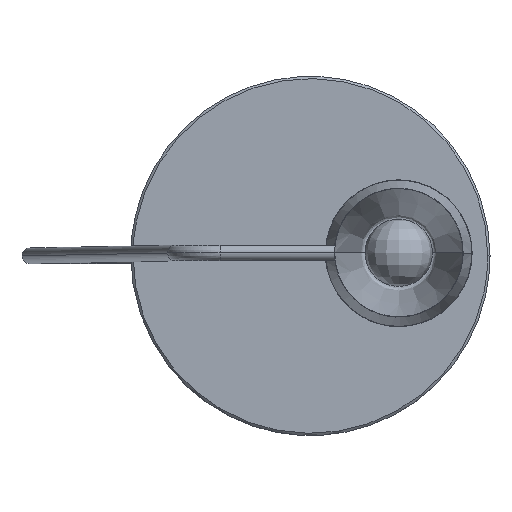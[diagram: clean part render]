
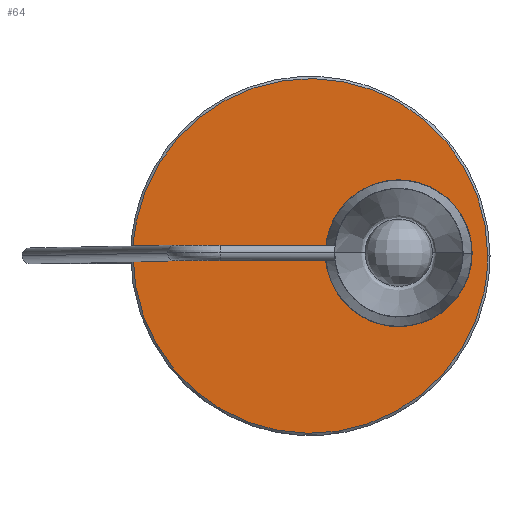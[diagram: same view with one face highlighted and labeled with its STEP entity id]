
A CAD part, top view. The second image highlights one B-rep face of the part: STEP entity #64.
In plain terms, the highlighted planar face has unit normal (0, 0, 1).
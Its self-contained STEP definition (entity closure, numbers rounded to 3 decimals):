
#15=PLANE('',#558);
#64=ADVANCED_FACE('',(#98),#15,.T.);
#98=FACE_OUTER_BOUND('',#132,.T.);
#132=EDGE_LOOP('',(#230,#231));
#230=ORIENTED_EDGE('',*,*,#308,.T.);
#231=ORIENTED_EDGE('',*,*,#313,.T.);
#308=EDGE_CURVE('',#420,#423,#329,.T.);
#313=EDGE_CURVE('',#423,#420,#331,.T.);
#329=B_SPLINE_CURVE_WITH_KNOTS('',3,(#2131,#2132,#2133,#2134,#2135,#2136,
#2137,#2138,#2139,#2140,#2141,#2142,#2143,#2144,#2145,#2146,#2147,#2148,
#2149,#2150,#2151),.UNSPECIFIED.,.F.,.F.,(4,1,1,1,1,1,1,1,3,1,1,1,1,1,1,
1,4),(0.,28.911,59.559,91.486,124.093,
156.699,188.626,219.274,248.185,277.097,
307.745,339.672,372.278,404.885,436.811,
467.46,496.371),.UNSPECIFIED.);
#331=B_SPLINE_CURVE_WITH_KNOTS('',3,(#2166,#2167,#2168,#2169,#2170,#2171,
#2172,#2173,#2174,#2175,#2176,#2177,#2178,#2179,#2180,#2181,#2182,#2183,
#2184,#2185,#2186),.UNSPECIFIED.,.F.,.F.,(4,1,1,1,1,1,1,1,3,1,1,1,1,1,1,
1,4),(496.371,525.282,555.93,587.857,
620.464,653.07,684.997,715.645,744.556,
773.467,804.116,836.042,868.649,901.256,
933.182,963.831,992.742),.UNSPECIFIED.);
#420=VERTEX_POINT('',#2113);
#423=VERTEX_POINT('',#2116);
#558=AXIS2_PLACEMENT_3D('',#2025,#574,$);
#574=DIRECTION('',(0.,0.,1.));
#2025=CARTESIAN_POINT('',(-200.,-200.,35.));
#2113=CARTESIAN_POINT('',(158.,0.,35.));
#2116=CARTESIAN_POINT('',(-158.,0.,35.));
#2131=CARTESIAN_POINT('',(158.,0.,35.));
#2132=CARTESIAN_POINT('',(158.,9.637,35.));
#2133=CARTESIAN_POINT('',(156.179,29.49,35.));
#2134=CARTESIAN_POINT('',(147.713,58.937,35.));
#2135=CARTESIAN_POINT('',(133.044,87.252,35.));
#2136=CARTESIAN_POINT('',(112.519,112.519,35.));
#2137=CARTESIAN_POINT('',(87.252,133.044,35.));
#2138=CARTESIAN_POINT('',(58.937,147.713,35.));
#2139=CARTESIAN_POINT('',(29.49,156.179,35.));
#2140=CARTESIAN_POINT('',(9.637,158.,35.));
#2141=CARTESIAN_POINT('',(0.,158.,35.));
#2142=CARTESIAN_POINT('',(-9.637,158.,35.));
#2143=CARTESIAN_POINT('',(-29.49,156.179,35.));
#2144=CARTESIAN_POINT('',(-58.937,147.713,35.));
#2145=CARTESIAN_POINT('',(-87.252,133.044,35.));
#2146=CARTESIAN_POINT('',(-112.519,112.519,35.));
#2147=CARTESIAN_POINT('',(-133.044,87.252,35.));
#2148=CARTESIAN_POINT('',(-147.713,58.937,35.));
#2149=CARTESIAN_POINT('',(-156.179,29.49,35.));
#2150=CARTESIAN_POINT('',(-158.,9.637,35.));
#2151=CARTESIAN_POINT('',(-158.,0.,35.));
#2166=CARTESIAN_POINT('',(-158.,0.,35.));
#2167=CARTESIAN_POINT('',(-158.,-9.637,35.));
#2168=CARTESIAN_POINT('',(-156.179,-29.49,35.));
#2169=CARTESIAN_POINT('',(-147.713,-58.937,35.));
#2170=CARTESIAN_POINT('',(-133.044,-87.252,35.));
#2171=CARTESIAN_POINT('',(-112.519,-112.519,35.));
#2172=CARTESIAN_POINT('',(-87.252,-133.044,35.));
#2173=CARTESIAN_POINT('',(-58.937,-147.713,35.));
#2174=CARTESIAN_POINT('',(-29.49,-156.179,35.));
#2175=CARTESIAN_POINT('',(-9.637,-158.,35.));
#2176=CARTESIAN_POINT('',(0.,-158.,35.));
#2177=CARTESIAN_POINT('',(9.637,-158.,35.));
#2178=CARTESIAN_POINT('',(29.49,-156.179,35.));
#2179=CARTESIAN_POINT('',(58.937,-147.713,35.));
#2180=CARTESIAN_POINT('',(87.252,-133.044,35.));
#2181=CARTESIAN_POINT('',(112.519,-112.519,35.));
#2182=CARTESIAN_POINT('',(133.044,-87.252,35.));
#2183=CARTESIAN_POINT('',(147.713,-58.937,35.));
#2184=CARTESIAN_POINT('',(156.179,-29.49,35.));
#2185=CARTESIAN_POINT('',(158.,-9.637,35.));
#2186=CARTESIAN_POINT('',(158.,0.,35.));
